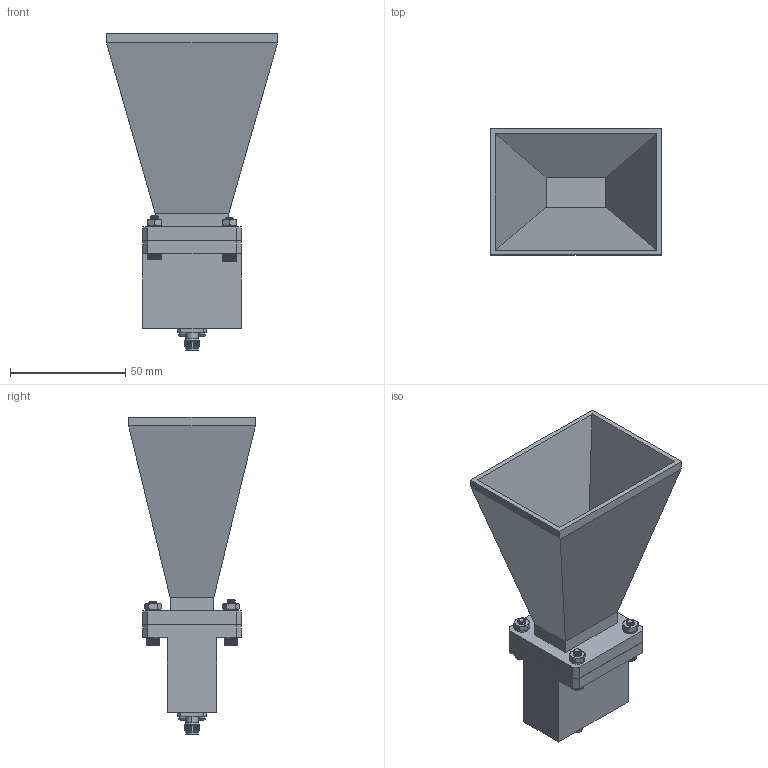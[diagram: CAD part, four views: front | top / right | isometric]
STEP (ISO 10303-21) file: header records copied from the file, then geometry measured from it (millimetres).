
FILE_DESCRIPTION (( 'STEP AP214' ), '1' );
FILE_NAME ('FMWAN102-15ELSF_3D.STEP', '2022-02-03T15:11:33', ( '' ), ( '' ), 'SwSTEP 2.0', 'SolidWorks 2021', '' );
FILE_SCHEMA (( 'AUTOMOTIVE_DESIGN' ));
Length unit declared in the file: inch
Products named in the file (6): FMWAN102-15ELSF_3D; PE9871; 6-LW; 6-32SH-HXx.625_92196A150; 6-32HN-NARROW_90730A007; PEWAN102-15
Assembly tree (14 placements, depth 2):
  FMWAN102-15ELSF_3D
    6-32SH-HXx.625_92196A150  x4
    6-LW  x4
    PE9871
    PEWAN102-15
    6-32HN-NARROW_90730A007  x4
Bounding box: 74.45 x 54.7 x 137.63 mm (x, y, z)
Volume: 85427.4 mm3; surface area: 47999 mm2
Topology: 14 solids, 19 shells, 1569 faces, 3862 edges, 2351 vertices
Faces by surface type: plane 707, cylinder 428, cone 404, bspline 20, torus 10
Entity records: 19822 total; most frequent: CARTESIAN_POINT 6998, ORIENTED_EDGE 2818, DIRECTION 2334, EDGE_CURVE 1409, VERTEX_POINT 872, AXIS2_PLACEMENT_3D 860, LINE 614, VECTOR 614
